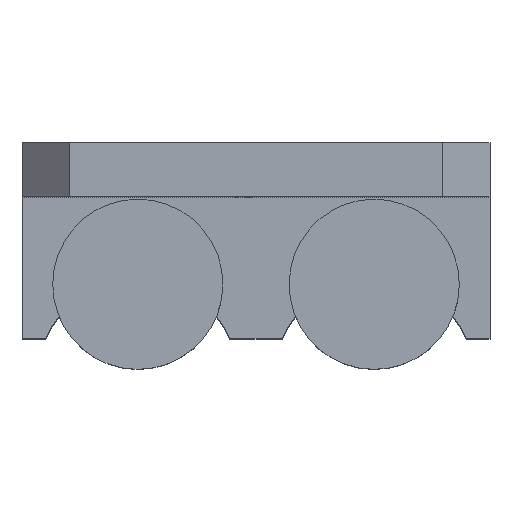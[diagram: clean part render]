
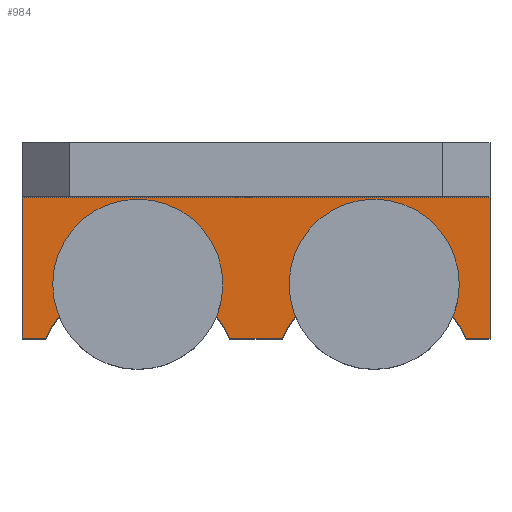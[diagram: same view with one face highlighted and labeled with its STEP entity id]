
A CAD part, top view. The second image highlights one B-rep face of the part: STEP entity #984.
In plain terms, the highlighted planar face has unit normal (0, 0, 1).
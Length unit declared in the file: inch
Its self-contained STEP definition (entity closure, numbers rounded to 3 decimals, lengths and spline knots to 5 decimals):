
#2 = DIRECTION ( 'NONE',  ( 0., 0., 1. ) ) ;
#29 = DIRECTION ( 'NONE',  ( 0., 0., 1. ) ) ;
#60 = ORIENTED_EDGE ( 'NONE', *, *, #1338, .F. ) ;
#61 = CARTESIAN_POINT ( 'NONE',  ( 0.11005, 0., 0.0375 ) ) ;
#73 = EDGE_CURVE ( 'NONE', #570, #429, #756, .T. ) ;
#86 = CARTESIAN_POINT ( 'NONE',  ( 0.198, 0., 0.0375 ) ) ;
#98 = DIRECTION ( 'NONE',  ( 0., 1., 0. ) ) ;
#102 = VERTEX_POINT ( 'NONE', #1212 ) ;
#119 = DIRECTION ( 'NONE',  ( 0., 1., 0. ) ) ;
#127 = CARTESIAN_POINT ( 'NONE',  ( 0.0185, 0.023, 0.0375 ) ) ;
#150 = LINE ( 'NONE', #1231, #391 ) ;
#158 = AXIS2_PLACEMENT_3D ( 'NONE', #455, #2, #569 ) ;
#159 = CIRCLE ( 'NONE', #158, 0.0425 ) ;
#170 = FACE_OUTER_BOUND ( 'NONE', #1415, .T. ) ;
#171 = CARTESIAN_POINT ( 'NONE',  ( 0.149, 0.023, 0.0375 ) ) ;
#198 = DIRECTION ( 'NONE',  ( 0., 0., -1. ) ) ;
#220 = CARTESIAN_POINT ( 'NONE',  ( 0.049, 0.023, 0.0375 ) ) ;
#223 = DIRECTION ( 'NONE',  ( 1., 0., 0. ) ) ;
#237 = CARTESIAN_POINT ( 'NONE',  ( 0.1795, 0.023, 0.0375 ) ) ;
#252 = CARTESIAN_POINT ( 'NONE',  ( 0.08795, 0., 0.0375 ) ) ;
#259 = CARTESIAN_POINT ( 'NONE',  ( 0.07813, 0.01395, 0.0375 ) ) ;
#262 = VERTEX_POINT ( 'NONE', #665 ) ;
#270 = DIRECTION ( 'NONE',  ( 1., 0., 0. ) ) ;
#271 = EDGE_CURVE ( 'NONE', #351, #820, #150, .T. ) ;
#283 = ORIENTED_EDGE ( 'NONE', *, *, #1148, .T. ) ;
#292 = CARTESIAN_POINT ( 'NONE',  ( 0.049, -0.017, 0.0375 ) ) ;
#296 = AXIS2_PLACEMENT_3D ( 'NONE', #810, #461, #119 ) ;
#301 = VECTOR ( 'NONE', #909, 39.37008 ) ;
#330 = DIRECTION ( 'NONE',  ( 0., 0., -1. ) ) ;
#334 = DIRECTION ( 'NONE',  ( -1., 0., 0. ) ) ;
#351 = VERTEX_POINT ( 'NONE', #783 ) ;
#378 = ORIENTED_EDGE ( 'NONE', *, *, #1105, .F. ) ;
#391 = VECTOR ( 'NONE', #881, 39.37008 ) ;
#400 = ORIENTED_EDGE ( 'NONE', *, *, #627, .F. ) ;
#406 = VERTEX_POINT ( 'NONE', #1029 ) ;
#415 = CARTESIAN_POINT ( 'NONE',  ( 0.198, 0.06, 0.0375 ) ) ;
#429 = VERTEX_POINT ( 'NONE', #259 ) ;
#455 = CARTESIAN_POINT ( 'NONE',  ( 0.149, -0.017, 0.0375 ) ) ;
#461 = DIRECTION ( 'NONE',  ( 0., 0., -1. ) ) ;
#485 = EDGE_CURVE ( 'NONE', #853, #570, #939, .T. ) ;
#506 = ORIENTED_EDGE ( 'NONE', *, *, #1051, .F. ) ;
#507 = DIRECTION ( 'NONE',  ( 0., 0., -1. ) ) ;
#512 = CARTESIAN_POINT ( 'NONE',  ( 0.198, 0.06, 0.0375 ) ) ;
#517 = VERTEX_POINT ( 'NONE', #237 ) ;
#528 = EDGE_CURVE ( 'NONE', #1385, #429, #1180, .T. ) ;
#541 = AXIS2_PLACEMENT_3D ( 'NONE', #171, #1083, #749 ) ;
#567 = EDGE_CURVE ( 'NONE', #1055, #1365, #1429, .T. ) ;
#569 = DIRECTION ( 'NONE',  ( 1., 0., 0. ) ) ;
#570 = VERTEX_POINT ( 'NONE', #623 ) ;
#623 = CARTESIAN_POINT ( 'NONE',  ( 0.0795, 0.023, 0.0375 ) ) ;
#626 = ORIENTED_EDGE ( 'NONE', *, *, #760, .T. ) ;
#627 = EDGE_CURVE ( 'NONE', #517, #406, #778, .T. ) ;
#628 = ORIENTED_EDGE ( 'NONE', *, *, #528, .F. ) ;
#629 = CARTESIAN_POINT ( 'NONE',  ( 0.149, -0.017, 0.0375 ) ) ;
#665 = CARTESIAN_POINT ( 'NONE',  ( 0.17813, 0.01395, 0.0375 ) ) ;
#678 = LINE ( 'NONE', #687, #1396 ) ;
#687 = CARTESIAN_POINT ( 'NONE',  ( 0.198, 0.06, 0.0375 ) ) ;
#695 = ORIENTED_EDGE ( 'NONE', *, *, #567, .F. ) ;
#748 = DIRECTION ( 'NONE',  ( 0., 0., 1. ) ) ;
#749 = DIRECTION ( 'NONE',  ( 1., 0., 0. ) ) ;
#753 = CIRCLE ( 'NONE', #1206, 0.0305 ) ;
#756 = CIRCLE ( 'NONE', #1119, 0.0305 ) ;
#760 = EDGE_CURVE ( 'NONE', #917, #853, #753, .T. ) ;
#778 = CIRCLE ( 'NONE', #541, 0.0305 ) ;
#781 = CIRCLE ( 'NONE', #1421, 0.0305 ) ;
#783 = CARTESIAN_POINT ( 'NONE',  ( 0., 0.06, 0.0375 ) ) ;
#791 = EDGE_CURVE ( 'NONE', #1365, #102, #886, .T. ) ;
#800 = VERTEX_POINT ( 'NONE', #1243 ) ;
#810 = CARTESIAN_POINT ( 'NONE',  ( 0.049, 0.023, 0.0375 ) ) ;
#820 = VERTEX_POINT ( 'NONE', #1446 ) ;
#853 = VERTEX_POINT ( 'NONE', #127 ) ;
#859 = ORIENTED_EDGE ( 'NONE', *, *, #73, .T. ) ;
#867 = ORIENTED_EDGE ( 'NONE', *, *, #1215, .F. ) ;
#868 = CARTESIAN_POINT ( 'NONE',  ( 0.149, 0.023, 0.0375 ) ) ;
#881 = DIRECTION ( 'NONE',  ( 0., -1., 0. ) ) ;
#886 = LINE ( 'NONE', #1228, #1041 ) ;
#897 = ORIENTED_EDGE ( 'NONE', *, *, #485, .T. ) ;
#899 = DIRECTION ( 'NONE',  ( -1., 0., 0. ) ) ;
#909 = DIRECTION ( 'NONE',  ( -1., 0., 0. ) ) ;
#917 = VERTEX_POINT ( 'NONE', #941 ) ;
#919 = CIRCLE ( 'NONE', #1234, 0.0425 ) ;
#924 = DIRECTION ( 'NONE',  ( 1., 0., 0. ) ) ;
#931 = ORIENTED_EDGE ( 'NONE', *, *, #1010, .F. ) ;
#939 = CIRCLE ( 'NONE', #296, 0.0305 ) ;
#941 = CARTESIAN_POINT ( 'NONE',  ( 0.01987, 0.01395, 0.0375 ) ) ;
#952 = LINE ( 'NONE', #86, #301 ) ;
#959 = DIRECTION ( 'NONE',  ( 0., 1., 0. ) ) ;
#982 = DIRECTION ( 'NONE',  ( 1., 0., 0. ) ) ;
#984 = ADVANCED_FACE ( 'NONE', ( #170 ), #1313, .F. ) ;
#994 = AXIS2_PLACEMENT_3D ( 'NONE', #868, #1252, #223 ) ;
#1001 = CARTESIAN_POINT ( 'NONE',  ( 0.049, 0.023, 0.0375 ) ) ;
#1010 = EDGE_CURVE ( 'NONE', #800, #1043, #1394, .T. ) ;
#1015 = DIRECTION ( 'NONE',  ( 0., 1., 0. ) ) ;
#1029 = CARTESIAN_POINT ( 'NONE',  ( 0.1185, 0.023, 0.0375 ) ) ;
#1038 = LINE ( 'NONE', #1220, #1091 ) ;
#1040 = ORIENTED_EDGE ( 'NONE', *, *, #1071, .F. ) ;
#1041 = VECTOR ( 'NONE', #899, 39.37008 ) ;
#1043 = VERTEX_POINT ( 'NONE', #61 ) ;
#1044 = CIRCLE ( 'NONE', #994, 0.0305 ) ;
#1046 = CARTESIAN_POINT ( 'NONE',  ( 0.049, -0.017, 0.0375 ) ) ;
#1051 = EDGE_CURVE ( 'NONE', #917, #1282, #919, .T. ) ;
#1055 = VERTEX_POINT ( 'NONE', #415 ) ;
#1071 = EDGE_CURVE ( 'NONE', #1043, #1385, #952, .T. ) ;
#1083 = DIRECTION ( 'NONE',  ( 0., 0., 1. ) ) ;
#1091 = VECTOR ( 'NONE', #1214, 39.37008 ) ;
#1105 = EDGE_CURVE ( 'NONE', #102, #262, #159, .T. ) ;
#1119 = AXIS2_PLACEMENT_3D ( 'NONE', #1001, #330, #1015 ) ;
#1140 = EDGE_CURVE ( 'NONE', #262, #517, #1044, .T. ) ;
#1148 = EDGE_CURVE ( 'NONE', #1055, #351, #678, .T. ) ;
#1174 = ORIENTED_EDGE ( 'NONE', *, *, #271, .T. ) ;
#1178 = CARTESIAN_POINT ( 'NONE',  ( 0.198, 0., 0.0375 ) ) ;
#1180 = CIRCLE ( 'NONE', #1368, 0.0425 ) ;
#1185 = DIRECTION ( 'NONE',  ( 0., -1., 0. ) ) ;
#1205 = DIRECTION ( 'NONE',  ( 1., 0., 0. ) ) ;
#1206 = AXIS2_PLACEMENT_3D ( 'NONE', #220, #198, #98 ) ;
#1212 = CARTESIAN_POINT ( 'NONE',  ( 0.18795, 0., 0.0375 ) ) ;
#1214 = DIRECTION ( 'NONE',  ( -1., 0., 0. ) ) ;
#1215 = EDGE_CURVE ( 'NONE', #1282, #820, #1038, .T. ) ;
#1220 = CARTESIAN_POINT ( 'NONE',  ( 0.198, 0., 0.0375 ) ) ;
#1228 = CARTESIAN_POINT ( 'NONE',  ( 0.198, 0., 0.0375 ) ) ;
#1231 = CARTESIAN_POINT ( 'NONE',  ( 0., 0.06, 0.0375 ) ) ;
#1234 = AXIS2_PLACEMENT_3D ( 'NONE', #292, #748, #1205 ) ;
#1240 = ORIENTED_EDGE ( 'NONE', *, *, #791, .F. ) ;
#1243 = CARTESIAN_POINT ( 'NONE',  ( 0.11987, 0.01395, 0.0375 ) ) ;
#1252 = DIRECTION ( 'NONE',  ( 0., 0., 1. ) ) ;
#1253 = AXIS2_PLACEMENT_3D ( 'NONE', #629, #1418, #270 ) ;
#1275 = VECTOR ( 'NONE', #1185, 39.37008 ) ;
#1282 = VERTEX_POINT ( 'NONE', #1293 ) ;
#1285 = DIRECTION ( 'NONE',  ( 0., 0., 1. ) ) ;
#1293 = CARTESIAN_POINT ( 'NONE',  ( 0.01005, 0., 0.0375 ) ) ;
#1313 = PLANE ( 'NONE',  #1477 ) ;
#1338 = EDGE_CURVE ( 'NONE', #406, #800, #781, .T. ) ;
#1365 = VERTEX_POINT ( 'NONE', #1178 ) ;
#1368 = AXIS2_PLACEMENT_3D ( 'NONE', #1046, #29, #982 ) ;
#1373 = ORIENTED_EDGE ( 'NONE', *, *, #1140, .F. ) ;
#1385 = VERTEX_POINT ( 'NONE', #252 ) ;
#1394 = CIRCLE ( 'NONE', #1253, 0.0425 ) ;
#1396 = VECTOR ( 'NONE', #334, 39.37008 ) ;
#1399 = CARTESIAN_POINT ( 'NONE',  ( 0.149, 0.023, 0.0375 ) ) ;
#1403 = CARTESIAN_POINT ( 'NONE',  ( 0.198, 0.06, 0.0375 ) ) ;
#1415 = EDGE_LOOP ( 'NONE', ( #628, #1040, #931, #60, #400, #1373, #378, #1240, #695, #283, #1174, #867, #506, #626, #897, #859 ) ) ;
#1418 = DIRECTION ( 'NONE',  ( 0., 0., 1. ) ) ;
#1421 = AXIS2_PLACEMENT_3D ( 'NONE', #1399, #1285, #924 ) ;
#1429 = LINE ( 'NONE', #512, #1275 ) ;
#1446 = CARTESIAN_POINT ( 'NONE',  ( 0., 0., 0.0375 ) ) ;
#1477 = AXIS2_PLACEMENT_3D ( 'NONE', #1403, #507, #959 ) ;
